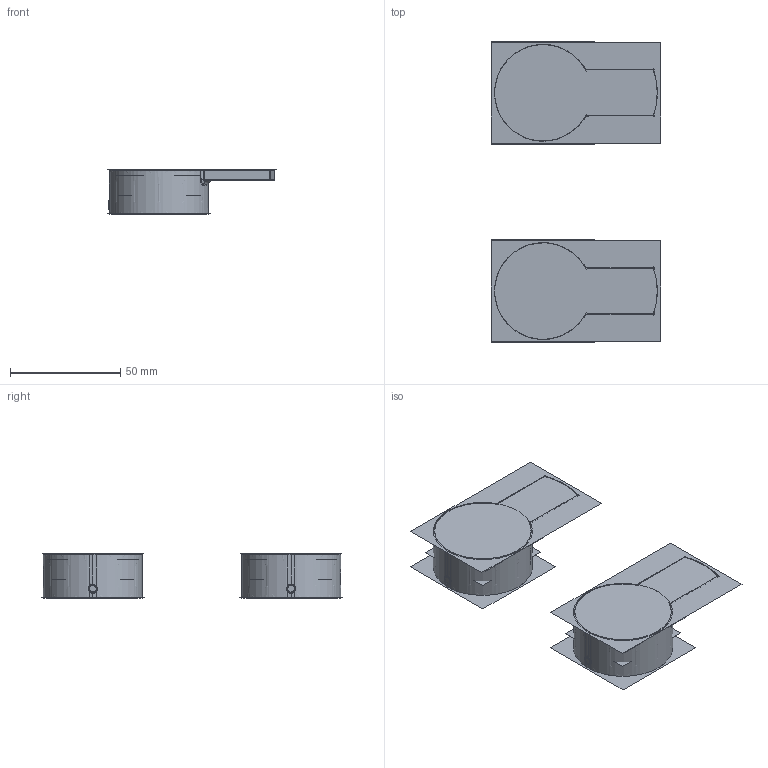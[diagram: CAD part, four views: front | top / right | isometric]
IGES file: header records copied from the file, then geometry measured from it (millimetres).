
Start section:  PTC IGES file: WPTHL02.igs
Global section: file name: WPTHL02.igs; native system: Pro/ENGINEER by Parametric Technology Corporation; preprocessor: 2009360; author: user148; organization: Unknown; date: 20200328.164440; units: millimetre
Bounding box: 77 x 136.8 x 20.39 mm (x, y, z)
Volume: 32042.8 mm3; surface area: 143523.5 mm2
Topology: 4 solids, 8 shells, 412 faces, 2256 edges, 2934 vertices
Faces by surface type: revolution 340, bspline 72
